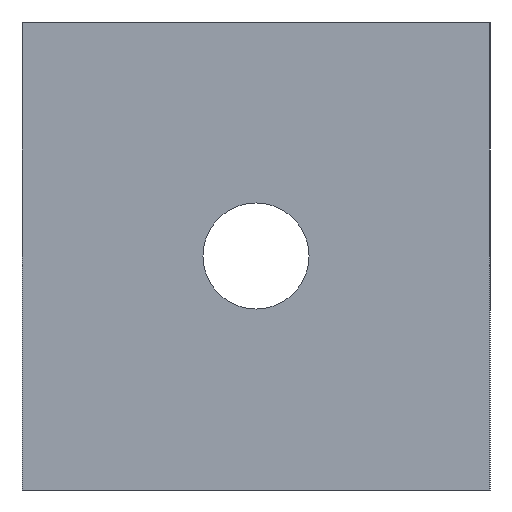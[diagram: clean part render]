
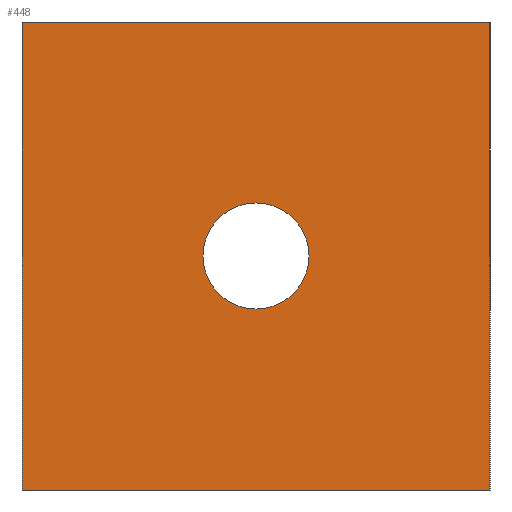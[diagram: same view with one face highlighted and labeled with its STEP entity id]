
A CAD part, left-side view. The second image highlights one B-rep face of the part: STEP entity #448.
In plain terms, the highlighted planar face has unit normal (-1, 0, 0).
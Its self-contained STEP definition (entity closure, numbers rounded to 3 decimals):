
#4 = EDGE_LOOP ( 'NONE', ( #395, #394, #393, #392 ) ) ;
#20 = EDGE_LOOP ( 'NONE', ( #397, #396 ) ) ;
#21 = VERTEX_POINT ( 'NONE', #241 ) ;
#35 = FACE_OUTER_BOUND ( 'NONE', #4, .T. ) ;
#51 = CIRCLE ( 'NONE', #527, 3.4 ) ;
#59 = LINE ( 'NONE', #129, #64 ) ;
#64 = VECTOR ( 'NONE', #150, 1000. ) ;
#68 = CIRCLE ( 'NONE', #541, 3.4 ) ;
#69 = LINE ( 'NONE', #187, #73 ) ;
#70 = LINE ( 'NONE', #168, #71 ) ;
#71 = VECTOR ( 'NONE', #199, 1000. ) ;
#73 = VECTOR ( 'NONE', #237, 1000. ) ;
#75 = LINE ( 'NONE', #204, #76 ) ;
#76 = VECTOR ( 'NONE', #165, 1000. ) ;
#124 = DIRECTION ( 'NONE',  ( 0., 0., -1. ) ) ;
#125 = DIRECTION ( 'NONE',  ( 1., 0., 0. ) ) ;
#126 = CARTESIAN_POINT ( 'NONE',  ( 0., 15., 15. ) ) ;
#129 = CARTESIAN_POINT ( 'NONE',  ( 0., 30., 30. ) ) ;
#150 = DIRECTION ( 'NONE',  ( 0., 0., -1. ) ) ;
#165 = DIRECTION ( 'NONE',  ( 0., -1., 0. ) ) ;
#168 = CARTESIAN_POINT ( 'NONE',  ( 0., 30., 0. ) ) ;
#179 = DIRECTION ( 'NONE',  ( 0., 1., 0. ) ) ;
#180 = DIRECTION ( 'NONE',  ( 1., 0., 0. ) ) ;
#182 = PLANE ( 'NONE',  #483 ) ;
#187 = CARTESIAN_POINT ( 'NONE',  ( 0., 0., 30. ) ) ;
#194 = CARTESIAN_POINT ( 'NONE',  ( 0., 30., 30. ) ) ;
#199 = DIRECTION ( 'NONE',  ( 0., -1., 0. ) ) ;
#202 = DIRECTION ( 'NONE',  ( 0., 0., -1. ) ) ;
#204 = CARTESIAN_POINT ( 'NONE',  ( 0., 30., 30. ) ) ;
#207 = CARTESIAN_POINT ( 'NONE',  ( 0., 15., 15. ) ) ;
#208 = DIRECTION ( 'NONE',  ( 1., 0., 0. ) ) ;
#231 = CARTESIAN_POINT ( 'NONE',  ( 0., 30., 0. ) ) ;
#232 = CARTESIAN_POINT ( 'NONE',  ( 0., 0., 0. ) ) ;
#233 = CARTESIAN_POINT ( 'NONE',  ( 0., 30., 30. ) ) ;
#234 = CARTESIAN_POINT ( 'NONE',  ( 0., 0., 30. ) ) ;
#236 = CARTESIAN_POINT ( 'NONE',  ( 0., 15., 11.6 ) ) ;
#237 = DIRECTION ( 'NONE',  ( 0., 0., -1. ) ) ;
#241 = CARTESIAN_POINT ( 'NONE',  ( 0., 15., 18.4 ) ) ;
#392 = ORIENTED_EDGE ( 'NONE', *, *, #500, .T. ) ;
#393 = ORIENTED_EDGE ( 'NONE', *, *, #506, .F. ) ;
#394 = ORIENTED_EDGE ( 'NONE', *, *, #505, .F. ) ;
#395 = ORIENTED_EDGE ( 'NONE', *, *, #504, .T. ) ;
#396 = ORIENTED_EDGE ( 'NONE', *, *, #496, .T. ) ;
#397 = ORIENTED_EDGE ( 'NONE', *, *, #503, .T. ) ;
#412 = VERTEX_POINT ( 'NONE', #236 ) ;
#415 = VERTEX_POINT ( 'NONE', #234 ) ;
#416 = VERTEX_POINT ( 'NONE', #233 ) ;
#418 = VERTEX_POINT ( 'NONE', #232 ) ;
#419 = VERTEX_POINT ( 'NONE', #231 ) ;
#435 = FACE_BOUND ( 'NONE', #20, .T. ) ;
#448 = ADVANCED_FACE ( 'NONE', ( #435, #35 ), #182, .F. ) ;
#483 = AXIS2_PLACEMENT_3D ( 'NONE', #194, #180, #179 ) ;
#496 = EDGE_CURVE ( 'NONE', #21, #412, #51, .T. ) ;
#500 = EDGE_CURVE ( 'NONE', #416, #419, #59, .T. ) ;
#503 = EDGE_CURVE ( 'NONE', #412, #21, #68, .T. ) ;
#504 = EDGE_CURVE ( 'NONE', #419, #418, #70, .T. ) ;
#505 = EDGE_CURVE ( 'NONE', #415, #418, #69, .T. ) ;
#506 = EDGE_CURVE ( 'NONE', #416, #415, #75, .T. ) ;
#527 = AXIS2_PLACEMENT_3D ( 'NONE', #126, #125, #124 ) ;
#541 = AXIS2_PLACEMENT_3D ( 'NONE', #207, #208, #202 ) ;
